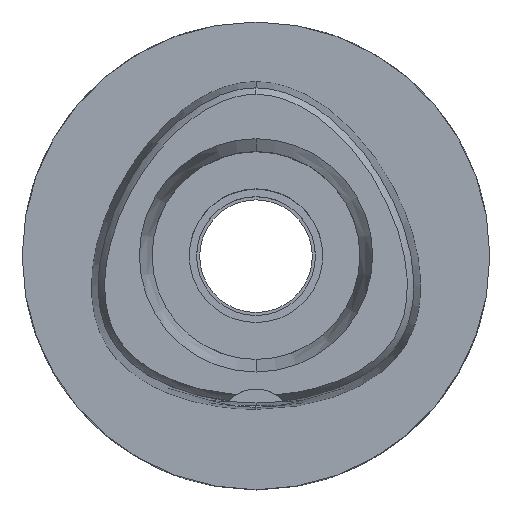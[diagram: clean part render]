
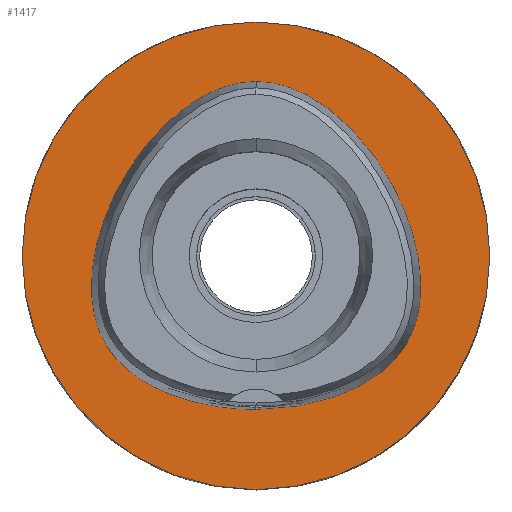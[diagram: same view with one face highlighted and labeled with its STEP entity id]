
A CAD part, top view. The second image highlights one B-rep face of the part: STEP entity #1417.
In plain terms, the highlighted planar face has unit normal (0, 0, 1).
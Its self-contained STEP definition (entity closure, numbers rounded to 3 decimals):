
#162 = DIRECTION ( 'NONE',  ( 0., 0., -1. ) ) ;
#225 = CARTESIAN_POINT ( 'NONE',  ( 16.959, -15.678, 0. ) ) ;
#242 = CARTESIAN_POINT ( 'NONE',  ( -0.855, 23.475, 0. ) ) ;
#248 = CARTESIAN_POINT ( 'NONE',  ( 10.746, 19.174, 0. ) ) ;
#263 = CARTESIAN_POINT ( 'NONE',  ( -20.749, 4.657, 0. ) ) ;
#306 = CARTESIAN_POINT ( 'NONE',  ( -11.233, -18.893, 0. ) ) ;
#536 = CARTESIAN_POINT ( 'NONE',  ( 18.568, -14.169, 0. ) ) ;
#589 = CARTESIAN_POINT ( 'NONE',  ( 0., 0., 0. ) ) ;
#621 = EDGE_CURVE ( 'NONE', #2707, #4651, #3002, .T. ) ;
#625 = CARTESIAN_POINT ( 'NONE',  ( -20.932, -10.604, 0. ) ) ;
#745 = ORIENTED_EDGE ( 'NONE', *, *, #2740, .F. ) ;
#770 = CARTESIAN_POINT ( 'NONE',  ( 0., 31.5, 0. ) ) ;
#826 = EDGE_LOOP ( 'NONE', ( #1973, #745 ) ) ;
#899 = CARTESIAN_POINT ( 'NONE',  ( 2.565, 23.293, 0. ) ) ;
#947 = CARTESIAN_POINT ( 'NONE',  ( 0., 23.475, 0. ) ) ;
#952 = DIRECTION ( 'NONE',  ( 0., 0., -1. ) ) ;
#959 = FACE_BOUND ( 'NONE', #826, .T. ) ;
#1028 = CARTESIAN_POINT ( 'NONE',  ( -20.35, -11.749, 0. ) ) ;
#1070 = CARTESIAN_POINT ( 'NONE',  ( -16.959, -15.678, 0. ) ) ;
#1274 = CARTESIAN_POINT ( 'NONE',  ( 0.855, 23.475, 0. ) ) ;
#1342 = CARTESIAN_POINT ( 'NONE',  ( -21.555, -8.996, 0. ) ) ;
#1348 = CARTESIAN_POINT ( 'NONE',  ( 22.057, -6.848, 0. ) ) ;
#1367 = CARTESIAN_POINT ( 'NONE',  ( -7.571, 21.315, 0. ) ) ;
#1417 = ADVANCED_FACE ( 'NONE', ( #2136, #959 ), #3228, .F. ) ;
#1424 = CARTESIAN_POINT ( 'NONE',  ( -5.098, 22.526, 0. ) ) ;
#1654 = CARTESIAN_POINT ( 'NONE',  ( 7.571, 21.315, 0. ) ) ;
#1693 = CARTESIAN_POINT ( 'NONE',  ( 0., 0., 0. ) ) ;
#1694 = CARTESIAN_POINT ( 'NONE',  ( -22.057, -6.848, 0. ) ) ;
#1701 = CARTESIAN_POINT ( 'NONE',  ( 22.245, -4.1, 0. ) ) ;
#1718 = CARTESIAN_POINT ( 'NONE',  ( -6.341, -20.298, 0. ) ) ;
#1739 = CARTESIAN_POINT ( 'NONE',  ( 0., 0., 0. ) ) ;
#1759 = DIRECTION ( 'NONE',  ( 0., -1., 0. ) ) ;
#1782 = CARTESIAN_POINT ( 'NONE',  ( 0., 23.475, 0. ) ) ;
#1973 = ORIENTED_EDGE ( 'NONE', *, *, #621, .F. ) ;
#1987 = CARTESIAN_POINT ( 'NONE',  ( 14.673, -17.214, 0. ) ) ;
#2081 = CARTESIAN_POINT ( 'NONE',  ( -19.649, -12.825, 0. ) ) ;
#2086 = CARTESIAN_POINT ( 'NONE',  ( 6.341, -20.298, 0. ) ) ;
#2094 = AXIS2_PLACEMENT_3D ( 'NONE', #1739, #3164, #1759 ) ;
#2123 = CARTESIAN_POINT ( 'NONE',  ( -2.114, -20.675, 0. ) ) ;
#2136 = FACE_OUTER_BOUND ( 'NONE', #2645, .T. ) ;
#2175 = ORIENTED_EDGE ( 'NONE', *, *, #2380, .F. ) ;
#2380 = EDGE_CURVE ( 'NONE', #3385, #4244, #3632, .T. ) ;
#2456 = CARTESIAN_POINT ( 'NONE',  ( 21.555, -8.996, 0. ) ) ;
#2517 = CARTESIAN_POINT ( 'NONE',  ( -18.568, -14.169, 0. ) ) ;
#2533 = CARTESIAN_POINT ( 'NONE',  ( -14.673, -17.214, 0. ) ) ;
#2577 = AXIS2_PLACEMENT_3D ( 'NONE', #1693, #162, #4605 ) ;
#2645 = EDGE_LOOP ( 'NONE', ( #4529, #2175 ) ) ;
#2707 = VERTEX_POINT ( 'NONE', #3405 ) ;
#2721 = CARTESIAN_POINT ( 'NONE',  ( 11.233, -18.893, 0. ) ) ;
#2740 = EDGE_CURVE ( 'NONE', #4651, #2707, #4148, .T. ) ;
#2798 = CARTESIAN_POINT ( 'NONE',  ( 19.649, -12.825, 0. ) ) ;
#2839 = CARTESIAN_POINT ( 'NONE',  ( -22.245, -4.1, 0. ) ) ;
#2847 = DIRECTION ( 'NONE',  ( 0., -1., 0. ) ) ;
#3002 = B_SPLINE_CURVE_WITH_KNOTS ( 'NONE', 3,
 ( #1782, #242, #3978, #1424, #1367, #3231, #4696, #4679, #263, #4631, #2839, #1694, #1342, #625, #1028, #2081, #2517, #1070, #2533, #306, #1718, #2123, #3996 ),
 .UNSPECIFIED., .F., .F.,
 ( 4, 1, 1, 1, 1, 1, 1, 1, 1, 1, 1, 1, 1, 1, 1, 1, 1, 1, 1, 1, 4 ),
 ( 0., 0.042, 0.083, 0.125, 0.167, 0.25, 0.333, 0.417, 0.5, 0.542, 0.583, 0.625, 0.646, 0.667, 0.688, 0.708, 0.75, 0.792, 0.833, 0.917, 1. ),
 .UNSPECIFIED. ) ;
#3164 = DIRECTION ( 'NONE',  ( 0., 0., -1. ) ) ;
#3228 = PLANE ( 'NONE',  #2094 ) ;
#3231 = CARTESIAN_POINT ( 'NONE',  ( -10.746, 19.174, 0. ) ) ;
#3262 = CIRCLE ( 'NONE', #2577, 31.5 ) ;
#3385 = VERTEX_POINT ( 'NONE', #3998 ) ;
#3405 = CARTESIAN_POINT ( 'NONE',  ( 0., 23.475, 0. ) ) ;
#3558 = CARTESIAN_POINT ( 'NONE',  ( 14.408, 15.641, 0. ) ) ;
#3632 = CIRCLE ( 'NONE', #4096, 31.5 ) ;
#3685 = CARTESIAN_POINT ( 'NONE',  ( 0., -20.675, 0. ) ) ;
#3845 = CARTESIAN_POINT ( 'NONE',  ( 20.35, -11.749, 0. ) ) ;
#3895 = CARTESIAN_POINT ( 'NONE',  ( 18.068, 10.432, 0. ) ) ;
#3978 = CARTESIAN_POINT ( 'NONE',  ( -2.565, 23.293, 0. ) ) ;
#3996 = CARTESIAN_POINT ( 'NONE',  ( 0., -20.675, 0. ) ) ;
#3998 = CARTESIAN_POINT ( 'NONE',  ( 0., -31.5, 0. ) ) ;
#4096 = AXIS2_PLACEMENT_3D ( 'NONE', #589, #952, #2847 ) ;
#4107 = CARTESIAN_POINT ( 'NONE',  ( 2.114, -20.675, 0. ) ) ;
#4148 = B_SPLINE_CURVE_WITH_KNOTS ( 'NONE', 3,
 ( #4440, #4107, #2086, #2721, #1987, #225, #536, #2798, #3845, #4560, #2456, #1348, #1701, #4256, #4665, #3895, #3558, #248, #1654, #4614, #899, #1274, #947 ),
 .UNSPECIFIED., .F., .F.,
 ( 4, 1, 1, 1, 1, 1, 1, 1, 1, 1, 1, 1, 1, 1, 1, 1, 1, 1, 1, 1, 4 ),
 ( 0., 0.083, 0.167, 0.208, 0.25, 0.292, 0.313, 0.333, 0.354, 0.375, 0.417, 0.458, 0.5, 0.583, 0.667, 0.75, 0.833, 0.875, 0.917, 0.958, 1. ),
 .UNSPECIFIED. ) ;
#4244 = VERTEX_POINT ( 'NONE', #770 ) ;
#4256 = CARTESIAN_POINT ( 'NONE',  ( 21.978, -0.281, 0. ) ) ;
#4440 = CARTESIAN_POINT ( 'NONE',  ( 0., -20.675, 0. ) ) ;
#4529 = ORIENTED_EDGE ( 'NONE', *, *, #4710, .F. ) ;
#4560 = CARTESIAN_POINT ( 'NONE',  ( 20.932, -10.604, 0. ) ) ;
#4605 = DIRECTION ( 'NONE',  ( 0., 1., 0. ) ) ;
#4614 = CARTESIAN_POINT ( 'NONE',  ( 5.098, 22.526, 0. ) ) ;
#4631 = CARTESIAN_POINT ( 'NONE',  ( -21.978, -0.281, 0. ) ) ;
#4651 = VERTEX_POINT ( 'NONE', #3685 ) ;
#4665 = CARTESIAN_POINT ( 'NONE',  ( 20.749, 4.657, 0. ) ) ;
#4679 = CARTESIAN_POINT ( 'NONE',  ( -18.068, 10.432, 0. ) ) ;
#4696 = CARTESIAN_POINT ( 'NONE',  ( -14.408, 15.641, 0. ) ) ;
#4710 = EDGE_CURVE ( 'NONE', #4244, #3385, #3262, .T. ) ;
